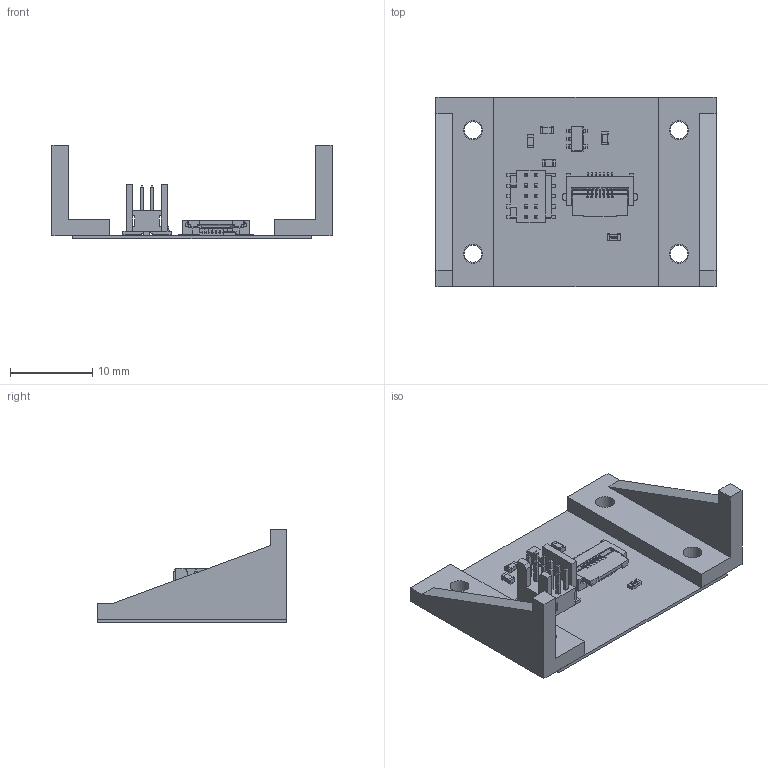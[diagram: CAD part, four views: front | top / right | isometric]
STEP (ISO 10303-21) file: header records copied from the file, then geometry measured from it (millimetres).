
FILE_DESCRIPTION(('Open CASCADE Model'),'2;1');
FILE_NAME('Open CASCADE Shape Model','2022-12-19T23:38:12',('Author'),( 'Open CASCADE'),'Open CASCADE STEP processor 7.5','Open CASCADE 7.5' ,'Unknown');
FILE_SCHEMA(('AUTOMOTIVE_DESIGN { 1 0 10303 214 1 1 1 1 }'));
Length unit declared in the file: millimetre
Products named in the file (23): PCB; Board; Open CASCADE STEP translator 7.5 1.1.1; VR1; SW3DPS-SOT-23-5-DEFAULT; R1; User Library-Panasonic0603; P1; FTSH-105-01-L-DV-K; _FTSH-105-01-L-DV-K_body; _FTSH-105-01-L-DV-K_pins1; _FTSH-105-01-L-DV-K_pins2; J1; 5051100792; D1; User Library-led0603_GRE; C3; User Library-cap_0603_lowprofile; C2; C1; Free-Models; mirror_radar_mount v2; radar_mount v2
Assembly tree (24 placements, depth 4):
  PCB
    Board
      Open CASCADE STEP translator 7.5 1.1.1
    VR1
      SW3DPS-SOT-23-5-DEFAULT
    R1
      User Library-Panasonic0603
    P1
      FTSH-105-01-L-DV-K
        _FTSH-105-01-L-DV-K_body
        _FTSH-105-01-L-DV-K_pins1
        _FTSH-105-01-L-DV-K_pins2
    J1
      5051100792
    D1
      User Library-led0603_GRE
    C3
      User Library-cap_0603_lowprofile
    C2
      User Library-cap_0603_lowprofile
    C1
      User Library-cap_0603_lowprofile
    Free-Models
      mirror_radar_mount v2
      radar_mount v2
Bounding box: 34 x 23 x 11.41 mm (x, y, z)
Volume: 1386.7 mm3; surface area: 3324.9 mm2
Topology: 19 solids, 19 shells, 1170 faces, 3160 edges, 2024 vertices
Faces by surface type: plane 921, cylinder 176, bspline 49, sphere 24
Full cylindrical faces by diameter (mm): 2.1 x4, 2.3 x4
Entity records: 40414 total; most frequent: CARTESIAN_POINT 9064, ORIENTED_EDGE 5888, DIRECTION 5224, EDGE_CURVE 2944, LINE 2576, VECTOR 2576, VERTEX_POINT 1912, AXIS2_PLACEMENT_3D 1324
